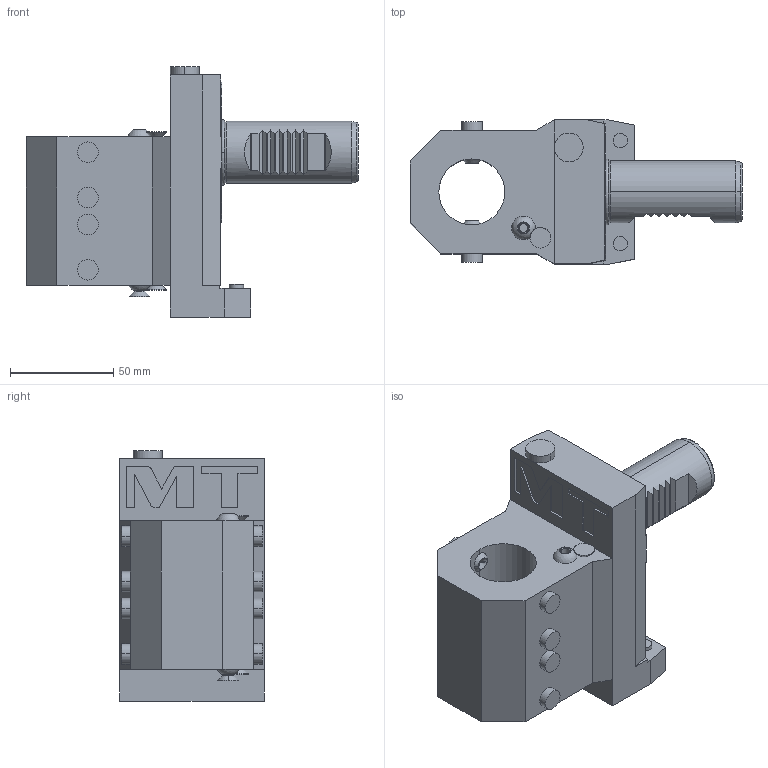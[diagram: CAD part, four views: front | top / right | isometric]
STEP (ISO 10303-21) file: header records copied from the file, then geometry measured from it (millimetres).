
FILE_DESCRIPTION((''),'2;1');
FILE_NAME('MZT0023200_CONF','2023-03-02T14:00:10',('sterribile'),('M.T. srl'),'CREO PARAMETRIC BY PTC INC, 2021072','CREO PARAMETRIC BY PTC INC, 2021072','');
FILE_SCHEMA(('CONFIG_CONTROL_DESIGN'));
Length unit declared in the file: millimetre
Products named in the file (1): MZT0023200_CONF
Bounding box: 161 x 70 x 121.5 mm (x, y, z)
Volume: 493919.8 mm3; surface area: 58759.3 mm2
Topology: 1 solids, 1 shells, 193 faces, 495 edges, 308 vertices
Faces by surface type: plane 90, cone 50, cylinder 43, torus 6, extrusion 2, sphere 2
Entity records: 6465 total; most frequent: CARTESIAN_POINT 1860, ORIENTED_EDGE 954, DIRECTION 921, EDGE_CURVE 477, AXIS2_PLACEMENT_3D 325, VERTEX_POINT 308, VECTOR 271, LINE 269
